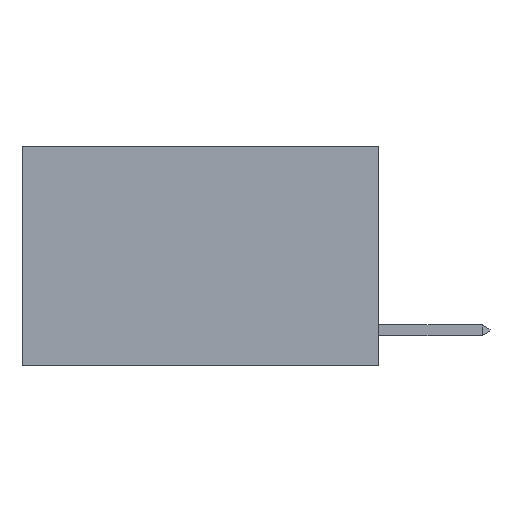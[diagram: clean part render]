
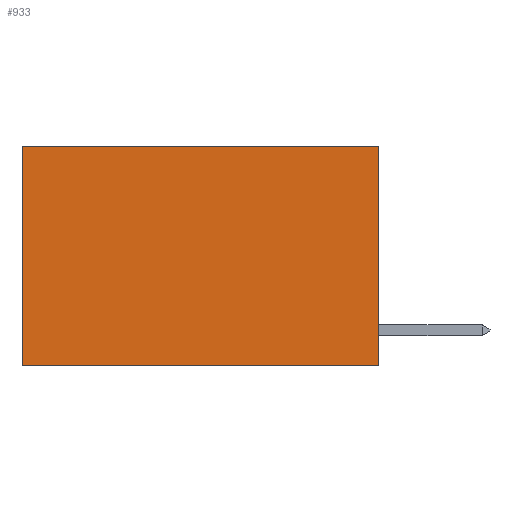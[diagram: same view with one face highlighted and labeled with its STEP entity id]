
A CAD part, left-side view. The second image highlights one B-rep face of the part: STEP entity #933.
In plain terms, the highlighted planar face has unit normal (-1, 0, 0).
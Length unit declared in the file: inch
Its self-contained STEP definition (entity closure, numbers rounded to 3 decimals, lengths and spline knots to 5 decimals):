
#18 = VECTOR ( 'NONE', #4847, 39.37008 ) ;
#661 = DIRECTION ( 'NONE',  ( 0., 0., -1. ) ) ;
#933 = ADVANCED_FACE ( 'NONE', ( #5923 ), #2211, .F. ) ;
#1105 = ORIENTED_EDGE ( 'NONE', *, *, #3843, .F. ) ;
#1410 = LINE ( 'NONE', #4124, #18 ) ;
#1654 = ORIENTED_EDGE ( 'NONE', *, *, #1810, .T. ) ;
#1705 = VERTEX_POINT ( 'NONE', #5781 ) ;
#1810 = EDGE_CURVE ( 'NONE', #6168, #3403, #8534, .T. ) ;
#2211 = PLANE ( 'NONE',  #6288 ) ;
#2540 = EDGE_CURVE ( 'NONE', #1705, #3403, #1410, .T. ) ;
#2673 = VECTOR ( 'NONE', #9080, 39.37008 ) ;
#2742 = ORIENTED_EDGE ( 'NONE', *, *, #2540, .F. ) ;
#2947 = DIRECTION ( 'NONE',  ( 1., 0., 0. ) ) ;
#3403 = VERTEX_POINT ( 'NONE', #7128 ) ;
#3587 = EDGE_CURVE ( 'NONE', #6959, #6168, #4129, .T. ) ;
#3826 = CARTESIAN_POINT ( 'NONE',  ( 0.2625, 0., 0. ) ) ;
#3843 = EDGE_CURVE ( 'NONE', #6959, #1705, #6725, .T. ) ;
#3919 = CARTESIAN_POINT ( 'NONE',  ( 0.2625, 0.6, 0. ) ) ;
#4124 = CARTESIAN_POINT ( 'NONE',  ( 0.2625, 0., -0.37 ) ) ;
#4129 = LINE ( 'NONE', #7530, #9120 ) ;
#4847 = DIRECTION ( 'NONE',  ( 0., 1., 0. ) ) ;
#5560 = CARTESIAN_POINT ( 'NONE',  ( 0.2625, 0., 0. ) ) ;
#5781 = CARTESIAN_POINT ( 'NONE',  ( 0.2625, 0., -0.37 ) ) ;
#5923 = FACE_OUTER_BOUND ( 'NONE', #8434, .T. ) ;
#6168 = VERTEX_POINT ( 'NONE', #3919 ) ;
#6288 = AXIS2_PLACEMENT_3D ( 'NONE', #5560, #2947, #6337 ) ;
#6337 = DIRECTION ( 'NONE',  ( 0., 0., -1. ) ) ;
#6619 = CARTESIAN_POINT ( 'NONE',  ( 0.2625, 0., 0. ) ) ;
#6725 = LINE ( 'NONE', #3826, #9600 ) ;
#6959 = VERTEX_POINT ( 'NONE', #6619 ) ;
#7128 = CARTESIAN_POINT ( 'NONE',  ( 0.2625, 0.6, -0.37 ) ) ;
#7446 = CARTESIAN_POINT ( 'NONE',  ( 0.2625, 0.6, 0. ) ) ;
#7530 = CARTESIAN_POINT ( 'NONE',  ( 0.2625, 0., 0. ) ) ;
#8434 = EDGE_LOOP ( 'NONE', ( #1654, #2742, #1105, #9819 ) ) ;
#8534 = LINE ( 'NONE', #7446, #2673 ) ;
#9080 = DIRECTION ( 'NONE',  ( 0., 0., -1. ) ) ;
#9120 = VECTOR ( 'NONE', #9128, 39.37008 ) ;
#9128 = DIRECTION ( 'NONE',  ( 0., 1., 0. ) ) ;
#9600 = VECTOR ( 'NONE', #661, 39.37008 ) ;
#9819 = ORIENTED_EDGE ( 'NONE', *, *, #3587, .T. ) ;
